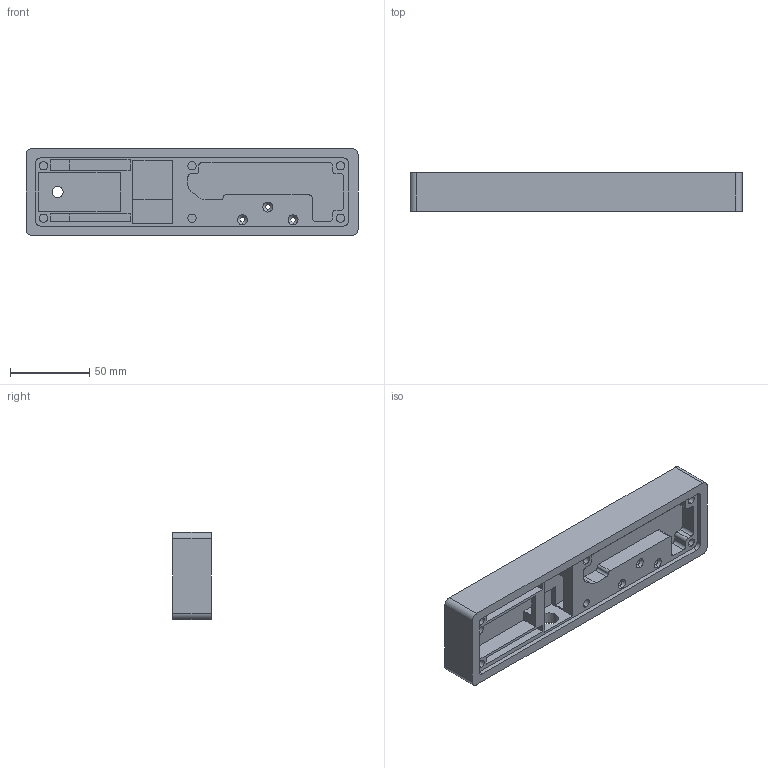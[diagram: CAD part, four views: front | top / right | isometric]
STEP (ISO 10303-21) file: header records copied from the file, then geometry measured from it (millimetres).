
FILE_DESCRIPTION (( 'STEP AP203' ), '1' );
FILE_NAME ('matrix base v3.STEP', '2022-05-02T14:03:00', ( '' ), ( '' ), 'SwSTEP 2.0', 'SolidWorks 2020', '' );
FILE_SCHEMA (( 'CONFIG_CONTROL_DESIGN' ));
Length unit declared in the file: millimetre
Products named in the file (1): matrix base v3
Bounding box: 209.5 x 24.5 x 55 mm (x, y, z)
Volume: 167547.5 mm3; surface area: 52748.7 mm2
Topology: 1 solids, 1 shells, 125 faces, 327 edges, 216 vertices
Faces by surface type: plane 71, cylinder 48, cone 6
Entity records: 3960 total; most frequent: DIRECTION 681, CARTESIAN_POINT 669, ORIENTED_EDGE 654, EDGE_CURVE 327, AXIS2_PLACEMENT_3D 228, LINE 225, VECTOR 225, VERTEX_POINT 216
